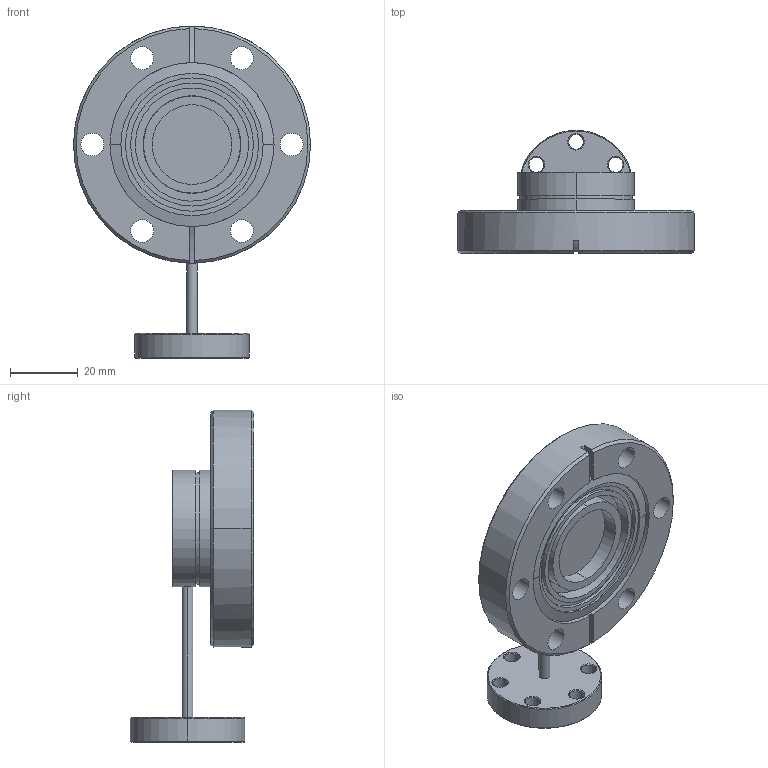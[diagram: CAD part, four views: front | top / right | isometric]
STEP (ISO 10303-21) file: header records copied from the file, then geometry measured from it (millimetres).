
FILE_DESCRIPTION (( 'STEP AP203' ), '1' );
FILE_NAME ('A7845-3-CF.STEP', '2012-10-26T19:10:38', ( '' ), ( '' ), 'SwSTEP 2.0', 'SolidWorks 2012', '' );
FILE_SCHEMA (( 'CONFIG_CONTROL_DESIGN' ));
Length unit declared in the file: inch
Products named in the file (1): A7845-3-CF
Bounding box: 69.85 x 36.42 x 97.79 mm (x, y, z)
Volume: 46969.8 mm3; surface area: 26786.4 mm2
Topology: 1 solids, 1 shells, 172 faces, 391 edges, 243 vertices
Faces by surface type: cylinder 93, plane 40, cone 37, torus 2
Entity records: 5119 total; most frequent: DIRECTION 960, CARTESIAN_POINT 936, ORIENTED_EDGE 782, AXIS2_PLACEMENT_3D 411, EDGE_CURVE 391, VERTEX_POINT 243, CIRCLE 238, EDGE_LOOP 220
